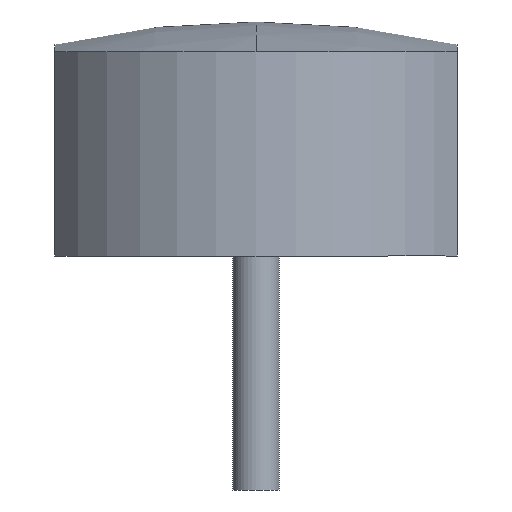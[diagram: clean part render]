
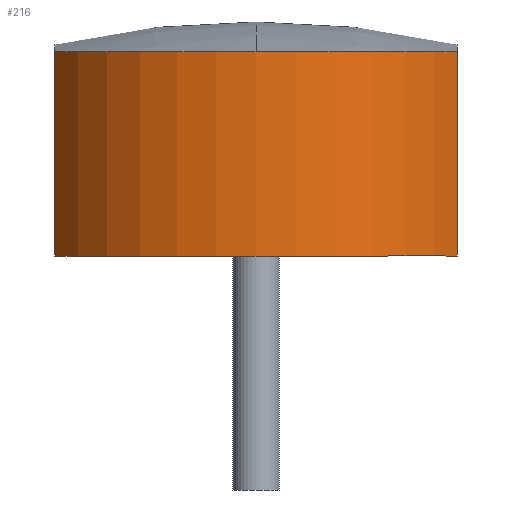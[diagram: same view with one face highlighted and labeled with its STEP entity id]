
A CAD part, left-side view. The second image highlights one B-rep face of the part: STEP entity #216.
In plain terms, the highlighted cylindrical face has radius 2.5 mm (diameter 5 mm), a partial arc.
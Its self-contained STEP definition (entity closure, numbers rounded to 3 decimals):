
#117 = VERTEX_POINT('',#118);
#118 = CARTESIAN_POINT('',(-0.8,0.,2.382));
#125 = EDGE_CURVE('',#126,#117,#128,.T.);
#126 = VERTEX_POINT('',#127);
#127 = CARTESIAN_POINT('',(0.424,-2.15,2.382));
#128 = CIRCLE('',#129,2.5);
#129 = AXIS2_PLACEMENT_3D('',#130,#131,#132);
#130 = CARTESIAN_POINT('',(1.7,0.,2.382));
#131 = DIRECTION('',(0.,0.,-1.));
#132 = DIRECTION('',(0.,1.,0.));
#171 = VERTEX_POINT('',#172);
#172 = CARTESIAN_POINT('',(0.424,2.15,0.2));
#188 = VERTEX_POINT('',#189);
#189 = CARTESIAN_POINT('',(0.424,-2.15,0.2));
#195 = EDGE_CURVE('',#188,#171,#196,.T.);
#196 = CIRCLE('',#197,2.5);
#197 = AXIS2_PLACEMENT_3D('',#198,#199,#200);
#198 = CARTESIAN_POINT('',(1.7,0.,0.2));
#199 = DIRECTION('',(0.,0.,-1.));
#200 = DIRECTION('',(0.,1.,0.));
#216 = ADVANCED_FACE('',(#217),#242,.T.);
#217 = FACE_BOUND('',#218,.T.);
#218 = EDGE_LOOP('',(#219,#227,#228,#234,#235));
#219 = ORIENTED_EDGE('',*,*,#220,.F.);
#220 = EDGE_CURVE('',#171,#221,#223,.T.);
#221 = VERTEX_POINT('',#222);
#222 = CARTESIAN_POINT('',(0.424,2.15,2.382));
#223 = LINE('',#224,#225);
#224 = CARTESIAN_POINT('',(0.424,2.15,0.2));
#225 = VECTOR('',#226,1.);
#226 = DIRECTION('',(0.,0.,1.));
#227 = ORIENTED_EDGE('',*,*,#195,.F.);
#228 = ORIENTED_EDGE('',*,*,#229,.F.);
#229 = EDGE_CURVE('',#126,#188,#230,.T.);
#230 = LINE('',#231,#232);
#231 = CARTESIAN_POINT('',(0.424,-2.15,0.2));
#232 = VECTOR('',#233,1.);
#233 = DIRECTION('',(-0.,0.,-1.));
#234 = ORIENTED_EDGE('',*,*,#125,.T.);
#235 = ORIENTED_EDGE('',*,*,#236,.T.);
#236 = EDGE_CURVE('',#117,#221,#237,.T.);
#237 = CIRCLE('',#238,2.5);
#238 = AXIS2_PLACEMENT_3D('',#239,#240,#241);
#239 = CARTESIAN_POINT('',(1.7,0.,2.382));
#240 = DIRECTION('',(0.,0.,-1.));
#241 = DIRECTION('',(0.,1.,0.));
#242 = CYLINDRICAL_SURFACE('',#243,2.5);
#243 = AXIS2_PLACEMENT_3D('',#244,#245,#246);
#244 = CARTESIAN_POINT('',(1.7,0.,0.2));
#245 = DIRECTION('',(-0.,0.,-1.));
#246 = DIRECTION('',(0.,1.,0.));
